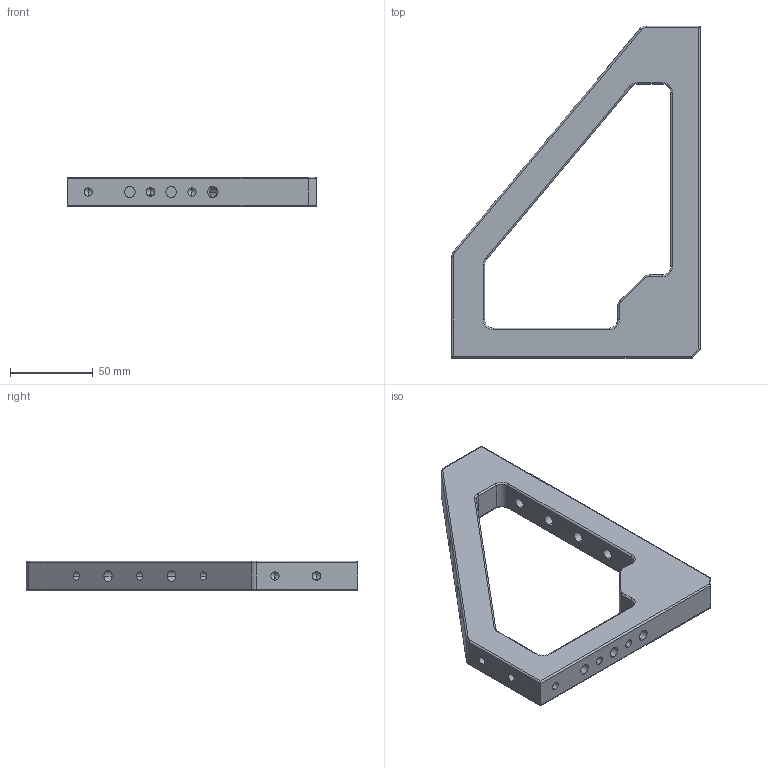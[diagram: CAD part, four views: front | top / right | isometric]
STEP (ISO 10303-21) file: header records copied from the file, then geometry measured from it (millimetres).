
FILE_DESCRIPTION (( 'STEP AP214' ), '1' );
FILE_NAME ('VBT1520M.STEP', '2018-02-09T01:30:47', ( '' ), ( '' ), 'SwSTEP 2.0', 'SolidWorks 2016', '' );
FILE_SCHEMA (( 'AUTOMOTIVE_DESIGN' ));
Length unit declared in the file: millimetre
Products named in the file (2): U-F1-VBT1520-1M-DP; VBT1520M
Assembly tree (1 placements, depth 2):
  VBT1520M
    U-F1-VBT1520-1M-DP
Bounding box: 150 x 200 x 18 mm (x, y, z)
Volume: 194243.8 mm3; surface area: 46817.1 mm2
Topology: 1 solids, 1 shells, 144 faces, 352 edges, 197 vertices
Faces by surface type: cylinder 82, cone 26, torus 20, plane 16
Entity records: 4422 total; most frequent: DIRECTION 782, CARTESIAN_POINT 695, ORIENTED_EDGE 652, EDGE_CURVE 326, AXIS2_PLACEMENT_3D 316, VERTEX_POINT 197, EDGE_LOOP 177, CIRCLE 168
